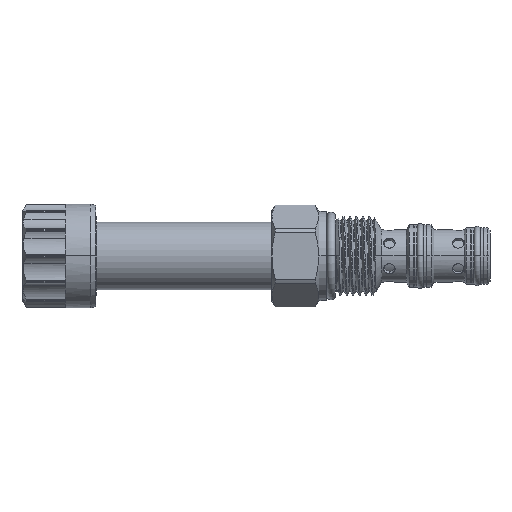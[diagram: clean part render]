
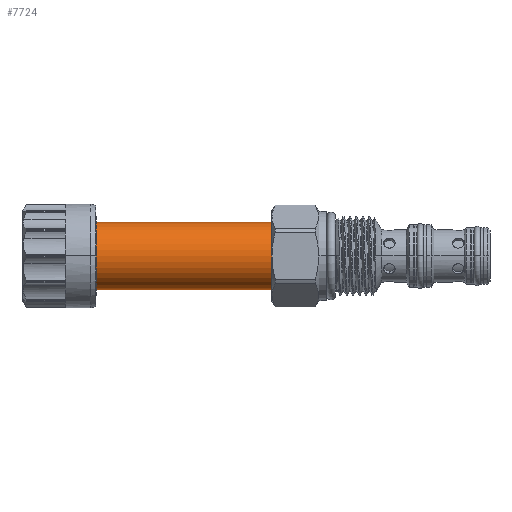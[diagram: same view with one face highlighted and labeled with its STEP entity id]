
A CAD part, top view. The second image highlights one B-rep face of the part: STEP entity #7724.
In plain terms, the highlighted cylindrical face has radius 9.5 mm (diameter 19 mm), a partial arc.
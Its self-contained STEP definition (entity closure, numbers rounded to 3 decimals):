
#1107 = ORIENTED_EDGE ( 'NONE', *, *, #7546, .T. ) ;
#1199 = AXIS2_PLACEMENT_3D ( 'NONE', #9673, #15879, #9563 ) ;
#1238 = ORIENTED_EDGE ( 'NONE', *, *, #2287, .F. ) ;
#2287 = EDGE_CURVE ( 'NONE', #2433, #10889, #14918, .T. ) ;
#2415 = CARTESIAN_POINT ( 'NONE',  ( 14.554, 9.5, 0. ) ) ;
#2433 = VERTEX_POINT ( 'NONE', #2415 ) ;
#2966 = DIRECTION ( 'NONE',  ( 1., 0., 0. ) ) ;
#3527 = CARTESIAN_POINT ( 'NONE',  ( 65.166, -9.5, 0. ) ) ;
#5750 = DIRECTION ( 'NONE',  ( 0., -1., 0. ) ) ;
#6172 = CARTESIAN_POINT ( 'NONE',  ( -4.834, -9.5, 0. ) ) ;
#6699 = VERTEX_POINT ( 'NONE', #14398 ) ;
#6909 = DIRECTION ( 'NONE',  ( -1., 0., 0. ) ) ;
#7009 = CYLINDRICAL_SURFACE ( 'NONE', #7842, 9.5 ) ;
#7546 = EDGE_CURVE ( 'NONE', #6699, #14599, #15064, .T. ) ;
#7724 = ADVANCED_FACE ( 'NONE', ( #16229 ), #7009, .T. ) ;
#7842 = AXIS2_PLACEMENT_3D ( 'NONE', #8962, #11507, #11457 ) ;
#8017 = CIRCLE ( 'NONE', #14057, 9.5 ) ;
#8539 = EDGE_CURVE ( 'NONE', #6699, #2433, #15866, .T. ) ;
#8962 = CARTESIAN_POINT ( 'NONE',  ( -4.834, 0., 0. ) ) ;
#9442 = EDGE_LOOP ( 'NONE', ( #13312, #1107, #14102, #1238 ) ) ;
#9563 = DIRECTION ( 'NONE',  ( 0., 0., 1. ) ) ;
#9577 = EDGE_CURVE ( 'NONE', #14599, #10889, #8017, .T. ) ;
#9673 = CARTESIAN_POINT ( 'NONE',  ( 14.554, 0., 0. ) ) ;
#10455 = CARTESIAN_POINT ( 'NONE',  ( -4.834, 9.5, 0. ) ) ;
#10889 = VERTEX_POINT ( 'NONE', #15121 ) ;
#11457 = DIRECTION ( 'NONE',  ( 0., 1., 0. ) ) ;
#11507 = DIRECTION ( 'NONE',  ( 1., 0., 0. ) ) ;
#11954 = VECTOR ( 'NONE', #2966, 1000. ) ;
#12691 = VECTOR ( 'NONE', #14938, 1000. ) ;
#13272 = CARTESIAN_POINT ( 'NONE',  ( 65.166, 0., 0. ) ) ;
#13312 = ORIENTED_EDGE ( 'NONE', *, *, #8539, .F. ) ;
#14057 = AXIS2_PLACEMENT_3D ( 'NONE', #13272, #6909, #5750 ) ;
#14102 = ORIENTED_EDGE ( 'NONE', *, *, #9577, .T. ) ;
#14398 = CARTESIAN_POINT ( 'NONE',  ( 14.554, -9.5, 0. ) ) ;
#14599 = VERTEX_POINT ( 'NONE', #3527 ) ;
#14918 = LINE ( 'NONE', #10455, #11954 ) ;
#14938 = DIRECTION ( 'NONE',  ( 1., 0., 0. ) ) ;
#15064 = LINE ( 'NONE', #6172, #12691 ) ;
#15121 = CARTESIAN_POINT ( 'NONE',  ( 65.166, 9.5, 0. ) ) ;
#15866 = CIRCLE ( 'NONE', #1199, 9.5 ) ;
#15879 = DIRECTION ( 'NONE',  ( -1., 0., 0. ) ) ;
#16229 = FACE_OUTER_BOUND ( 'NONE', #9442, .T. ) ;
